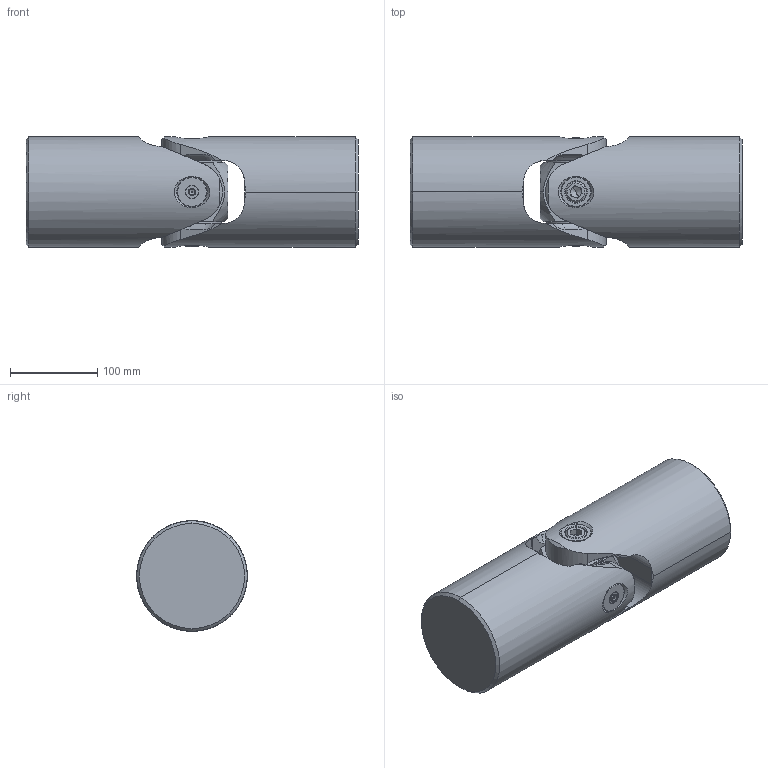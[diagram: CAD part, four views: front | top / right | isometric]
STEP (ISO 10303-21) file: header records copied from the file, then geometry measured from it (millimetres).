
FILE_DESCRIPTION (( 'STEP AP214' ), '1' );
FILE_NAME ('UJ-LV5000.STEP', '2018-06-08T20:26:39', ( 'rick' ), ( 'Hewlett-Packard Company' ), 'SwSTEP 2.0', 'SolidWorks 2017', '' );
FILE_SCHEMA (( 'AUTOMOTIVE_DESIGN' ));
Length unit declared in the file: inch
Products named in the file (8): LV5000-5A_LV5000-5A; LV5000-SHORT PINS_LV5000-4A; LV5000-SHORT PINS_LV5000-3A; LV5000-2A_LV5000-2A; LVY5000_LVY5000; UJ-LV5000; 1851_1851; .625-18 SHCS_LV5000-6A
Assembly tree (9 placements, depth 2):
  UJ-LV5000
    LVY5000_LVY5000  x2
    LV5000-2A_LV5000-2A
    LV5000-SHORT PINS_LV5000-3A
    LV5000-SHORT PINS_LV5000-4A
    LV5000-5A_LV5000-5A
    .625-18 SHCS_LV5000-6A
    1851_1851  x2
Bounding box: 381 x 127 x 127 mm (x, y, z)
Volume: 4385404.3 mm3; surface area: 305516.2 mm2
Topology: 9 solids, 9 shells, 514 faces, 1320 edges, 817 vertices
Faces by surface type: cone 208, cylinder 176, plane 108, sphere 20, torus 2
Entity records: 15320 total; most frequent: CARTESIAN_POINT 3978, DIRECTION 2408, ORIENTED_EDGE 2252, EDGE_CURVE 1126, AXIS2_PLACEMENT_3D 980, VERTEX_POINT 698, CIRCLE 530, EDGE_LOOP 470
